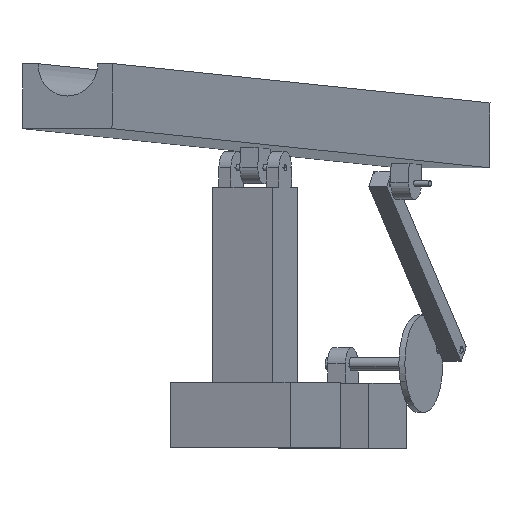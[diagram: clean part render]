
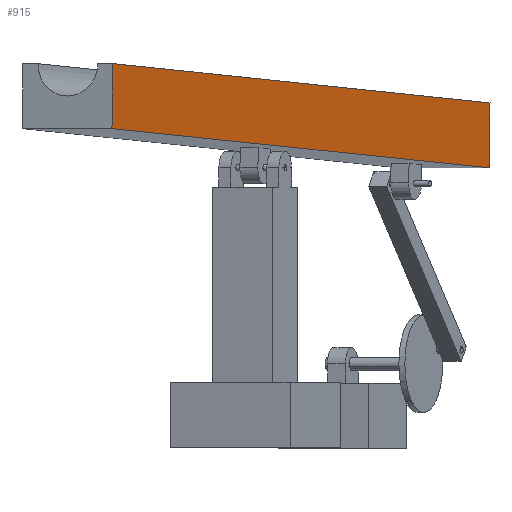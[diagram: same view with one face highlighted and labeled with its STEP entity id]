
A CAD part, top view. The second image highlights one B-rep face of the part: STEP entity #915.
In plain terms, the highlighted face is planar.
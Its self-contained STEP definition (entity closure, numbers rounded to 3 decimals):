
#160 = ORIENTED_EDGE ( 'NONE', *, *, #1782, .F. ) ;
#228 = VERTEX_POINT ( 'NONE', #2603 ) ;
#278 = FACE_OUTER_BOUND ( 'NONE', #2286, .T. ) ;
#309 = DIRECTION ( 'NONE',  ( 0., -1., 0. ) ) ;
#386 = CARTESIAN_POINT ( 'NONE',  ( 7.5, 0., 0. ) ) ;
#388 = VERTEX_POINT ( 'NONE', #1997 ) ;
#427 = CARTESIAN_POINT ( 'NONE',  ( 7.5, -5., 0. ) ) ;
#590 = DIRECTION ( 'NONE',  ( 0., -1., 0. ) ) ;
#636 = LINE ( 'NONE', #386, #2549 ) ;
#664 = CARTESIAN_POINT ( 'NONE',  ( 7.5, -5., 150. ) ) ;
#688 = VECTOR ( 'NONE', #309, 1000. ) ;
#700 = CARTESIAN_POINT ( 'NONE',  ( 7.5, 0., 150. ) ) ;
#742 = CARTESIAN_POINT ( 'NONE',  ( 7.5, 0., 150. ) ) ;
#867 = AXIS2_PLACEMENT_3D ( 'NONE', #742, #1140, #1828 ) ;
#915 = ADVANCED_FACE ( 'NONE', ( #278 ), #1156, .T. ) ;
#1032 = ORIENTED_EDGE ( 'NONE', *, *, #1975, .F. ) ;
#1075 = EDGE_CURVE ( 'NONE', #1197, #1987, #2602, .T. ) ;
#1140 = DIRECTION ( 'NONE',  ( 1., 0., 0. ) ) ;
#1156 = PLANE ( 'NONE',  #867 ) ;
#1197 = VERTEX_POINT ( 'NONE', #664 ) ;
#1380 = LINE ( 'NONE', #700, #688 ) ;
#1670 = LINE ( 'NONE', #2159, #2545 ) ;
#1782 = EDGE_CURVE ( 'NONE', #228, #1987, #636, .T. ) ;
#1828 = DIRECTION ( 'NONE',  ( 0., 1., 0. ) ) ;
#1927 = ORIENTED_EDGE ( 'NONE', *, *, #2352, .T. ) ;
#1975 = EDGE_CURVE ( 'NONE', #388, #228, #1670, .T. ) ;
#1987 = VERTEX_POINT ( 'NONE', #427 ) ;
#1997 = CARTESIAN_POINT ( 'NONE',  ( 7.5, 5., 150. ) ) ;
#2029 = ORIENTED_EDGE ( 'NONE', *, *, #1075, .T. ) ;
#2095 = VECTOR ( 'NONE', #2117, 1000. ) ;
#2117 = DIRECTION ( 'NONE',  ( 0., 0., -1. ) ) ;
#2132 = DIRECTION ( 'NONE',  ( 0., 0., -1. ) ) ;
#2159 = CARTESIAN_POINT ( 'NONE',  ( 7.5, 5., 150. ) ) ;
#2286 = EDGE_LOOP ( 'NONE', ( #160, #1032, #1927, #2029 ) ) ;
#2352 = EDGE_CURVE ( 'NONE', #388, #1197, #1380, .T. ) ;
#2542 = CARTESIAN_POINT ( 'NONE',  ( 7.5, -5., 150. ) ) ;
#2545 = VECTOR ( 'NONE', #2132, 1000. ) ;
#2549 = VECTOR ( 'NONE', #590, 1000. ) ;
#2602 = LINE ( 'NONE', #2542, #2095 ) ;
#2603 = CARTESIAN_POINT ( 'NONE',  ( 7.5, 5., 0. ) ) ;
